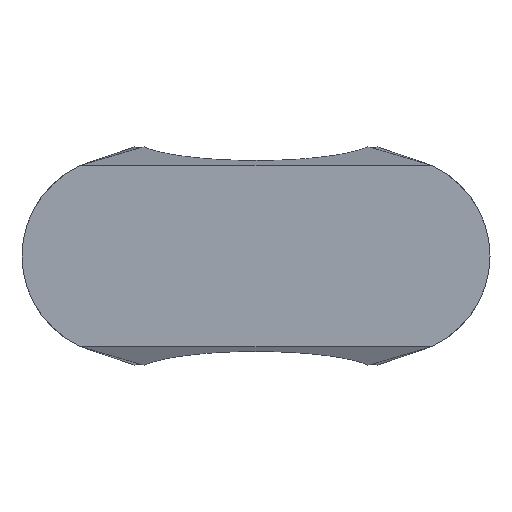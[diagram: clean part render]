
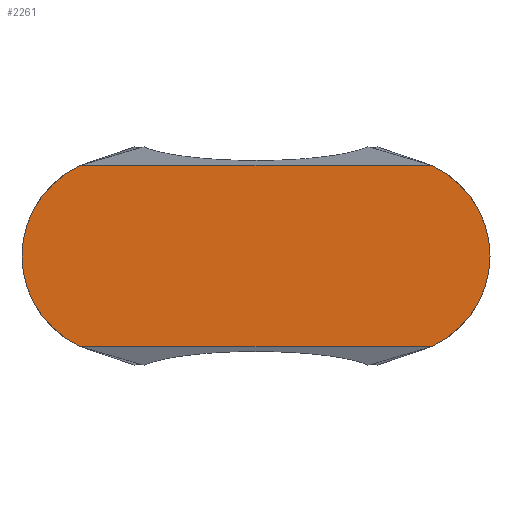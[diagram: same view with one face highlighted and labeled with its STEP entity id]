
A CAD part, front view. The second image highlights one B-rep face of the part: STEP entity #2261.
In plain terms, the highlighted planar face has unit normal (0, -1, 0).
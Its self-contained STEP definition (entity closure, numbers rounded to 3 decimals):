
#118 = CARTESIAN_POINT ( 'NONE',  ( 18.268, -35.191, 9.525 ) ) ;
#126 = ORIENTED_EDGE ( 'NONE', *, *, #8164, .T. ) ;
#306 = DIRECTION ( 'NONE',  ( 0., 0., 1. ) ) ;
#400 = DIRECTION ( 'NONE',  ( 0., 0., 1. ) ) ;
#507 = DIRECTION ( 'NONE',  ( 0., -1., 0. ) ) ;
#969 = DIRECTION ( 'NONE',  ( 0., 0., 1. ) ) ;
#1090 = ORIENTED_EDGE ( 'NONE', *, *, #12168, .T. ) ;
#1281 = PLANE ( 'NONE',  #8048 ) ;
#1324 = VERTEX_POINT ( 'NONE', #2281 ) ;
#1550 = CARTESIAN_POINT ( 'NONE',  ( 18.473, -35.191, 9.441 ) ) ;
#1607 = AXIS2_PLACEMENT_3D ( 'NONE', #4960, #12082, #6018 ) ;
#1840 = ORIENTED_EDGE ( 'NONE', *, *, #9231, .T. ) ;
#2125 = FACE_OUTER_BOUND ( 'NONE', #6405, .T. ) ;
#2261 = ADVANCED_FACE ( 'NONE', ( #2125 ), #1281, .T. ) ;
#2281 = CARTESIAN_POINT ( 'NONE',  ( 18.473, -35.191, -9.441 ) ) ;
#2447 = DIRECTION ( 'NONE',  ( -1., 0., 0. ) ) ;
#2540 = CARTESIAN_POINT ( 'NONE',  ( -18.268, -35.191, -9.525 ) ) ;
#2822 = VERTEX_POINT ( 'NONE', #4912 ) ;
#3043 = CARTESIAN_POINT ( 'NONE',  ( 14.111, -35.191, 0. ) ) ;
#3206 = VERTEX_POINT ( 'NONE', #7895 ) ;
#3619 = AXIS2_PLACEMENT_3D ( 'NONE', #3043, #10197, #4066 ) ;
#4066 = DIRECTION ( 'NONE',  ( 0., 0., 1. ) ) ;
#4199 = ORIENTED_EDGE ( 'NONE', *, *, #8760, .T. ) ;
#4207 = LINE ( 'NONE', #2540, #6951 ) ;
#4376 = CIRCLE ( 'NONE', #1607, 2.54 ) ;
#4580 = VERTEX_POINT ( 'NONE', #1550 ) ;
#4769 = CARTESIAN_POINT ( 'NONE',  ( -17.407, -35.191, -7.135 ) ) ;
#4842 = CIRCLE ( 'NONE', #6170, 10.4 ) ;
#4912 = CARTESIAN_POINT ( 'NONE',  ( -18.473, -35.191, -9.441 ) ) ;
#4960 = CARTESIAN_POINT ( 'NONE',  ( -17.407, -35.191, 7.135 ) ) ;
#4962 = VERTEX_POINT ( 'NONE', #13066 ) ;
#5365 = CARTESIAN_POINT ( 'NONE',  ( -18.473, -35.191, 9.441 ) ) ;
#5838 = DIRECTION ( 'NONE',  ( 0., 0., 1. ) ) ;
#5855 = VECTOR ( 'NONE', #2447, 1000. ) ;
#6018 = DIRECTION ( 'NONE',  ( 0., 0., 1. ) ) ;
#6170 = AXIS2_PLACEMENT_3D ( 'NONE', #6661, #507, #7689 ) ;
#6405 = EDGE_LOOP ( 'NONE', ( #126, #4199, #1840, #11012, #12606, #7795, #6711, #1090 ) ) ;
#6449 = DIRECTION ( 'NONE',  ( 0., -1., 0. ) ) ;
#6557 = DIRECTION ( 'NONE',  ( 0., -1., 0. ) ) ;
#6661 = CARTESIAN_POINT ( 'NONE',  ( -14.111, -35.191, 0. ) ) ;
#6711 = ORIENTED_EDGE ( 'NONE', *, *, #11445, .T. ) ;
#6929 = CIRCLE ( 'NONE', #7122, 2.54 ) ;
#6951 = VECTOR ( 'NONE', #7710, 1000. ) ;
#7122 = AXIS2_PLACEMENT_3D ( 'NONE', #4769, #11903, #5838 ) ;
#7129 = DIRECTION ( 'NONE',  ( 0., -1., 0. ) ) ;
#7180 = CIRCLE ( 'NONE', #10654, 2.54 ) ;
#7689 = DIRECTION ( 'NONE',  ( 0., 0., 1. ) ) ;
#7710 = DIRECTION ( 'NONE',  ( 1., 0., 0. ) ) ;
#7795 = ORIENTED_EDGE ( 'NONE', *, *, #11045, .T. ) ;
#7895 = CARTESIAN_POINT ( 'NONE',  ( -18.268, -35.191, -9.525 ) ) ;
#8048 = AXIS2_PLACEMENT_3D ( 'NONE', #12513, #6449, #306 ) ;
#8164 = EDGE_CURVE ( 'NONE', #12877, #1324, #7180, .T. ) ;
#8602 = LINE ( 'NONE', #11595, #5855 ) ;
#8760 = EDGE_CURVE ( 'NONE', #1324, #4580, #13133, .T. ) ;
#9231 = EDGE_CURVE ( 'NONE', #4580, #9329, #9371, .T. ) ;
#9329 = VERTEX_POINT ( 'NONE', #118 ) ;
#9371 = CIRCLE ( 'NONE', #12769, 2.54 ) ;
#9588 = CARTESIAN_POINT ( 'NONE',  ( 18.268, -35.191, -9.525 ) ) ;
#9950 = EDGE_CURVE ( 'NONE', #9329, #4962, #8602, .T. ) ;
#10197 = DIRECTION ( 'NONE',  ( 0., -1., 0. ) ) ;
#10449 = EDGE_CURVE ( 'NONE', #4962, #12729, #4376, .T. ) ;
#10654 = AXIS2_PLACEMENT_3D ( 'NONE', #12616, #6557, #400 ) ;
#11012 = ORIENTED_EDGE ( 'NONE', *, *, #9950, .T. ) ;
#11045 = EDGE_CURVE ( 'NONE', #12729, #2822, #4842, .T. ) ;
#11445 = EDGE_CURVE ( 'NONE', #2822, #3206, #6929, .T. ) ;
#11595 = CARTESIAN_POINT ( 'NONE',  ( 18.268, -35.191, 9.525 ) ) ;
#11903 = DIRECTION ( 'NONE',  ( 0., -1., 0. ) ) ;
#12082 = DIRECTION ( 'NONE',  ( 0., -1., 0. ) ) ;
#12168 = EDGE_CURVE ( 'NONE', #3206, #12877, #4207, .T. ) ;
#12513 = CARTESIAN_POINT ( 'NONE',  ( 17.407, -35.191, -7.135 ) ) ;
#12606 = ORIENTED_EDGE ( 'NONE', *, *, #10449, .T. ) ;
#12616 = CARTESIAN_POINT ( 'NONE',  ( 17.407, -35.191, -7.135 ) ) ;
#12729 = VERTEX_POINT ( 'NONE', #5365 ) ;
#12769 = AXIS2_PLACEMENT_3D ( 'NONE', #13164, #7129, #969 ) ;
#12877 = VERTEX_POINT ( 'NONE', #9588 ) ;
#13066 = CARTESIAN_POINT ( 'NONE',  ( -18.268, -35.191, 9.525 ) ) ;
#13133 = CIRCLE ( 'NONE', #3619, 10.4 ) ;
#13164 = CARTESIAN_POINT ( 'NONE',  ( 17.407, -35.191, 7.135 ) ) ;
